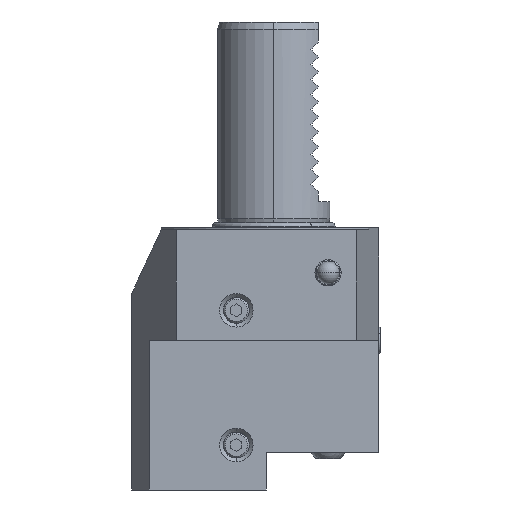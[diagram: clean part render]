
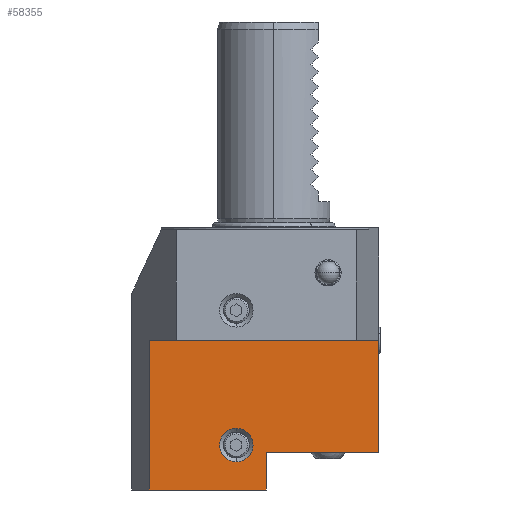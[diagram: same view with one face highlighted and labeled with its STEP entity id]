
A CAD part, left-side view. The second image highlights one B-rep face of the part: STEP entity #58355.
In plain terms, the highlighted planar face has unit normal (-1, 0, 0).
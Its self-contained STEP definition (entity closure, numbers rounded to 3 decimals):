
#4409 = VECTOR ( 'NONE', #23248, 1000. ) ;
#4412 = LINE ( 'NONE', #23237, #4409 ) ;
#4631 = CIRCLE ( 'NONE', #18349, 4.475 ) ;
#5161 = EDGE_CURVE ( 'NONE', #22111, #21979, #44192, .T. ) ;
#5236 = EDGE_CURVE ( 'NONE', #22124, #21979, #44321, .T. ) ;
#5294 = EDGE_CURVE ( 'NONE', #22159, #21964, #44351, .T. ) ;
#5306 = EDGE_CURVE ( 'NONE', #22751, #22734, #44379, .T. ) ;
#5319 = EDGE_CURVE ( 'NONE', #22124, #21866, #44334, .T. ) ;
#5323 = EDGE_CURVE ( 'NONE', #22111, #22159, #44439, .T. ) ;
#10055 = CARTESIAN_POINT ( 'NONE',  ( -8., 38., -85. ) ) ;
#10068 = DIRECTION ( 'NONE',  ( 0., -1., 0. ) ) ;
#10345 = CARTESIAN_POINT ( 'NONE',  ( -8., 105.917, -125. ) ) ;
#10458 = DIRECTION ( 'NONE',  ( 0., 1., 0. ) ) ;
#10865 = CARTESIAN_POINT ( 'NONE',  ( -8., 33.235, -125. ) ) ;
#10958 = DIRECTION ( 'NONE',  ( 0., 0., -1. ) ) ;
#11306 = DIRECTION ( 'NONE',  ( 0., -1., 0. ) ) ;
#11406 = CARTESIAN_POINT ( 'NONE',  ( -8., 38., -115. ) ) ;
#11431 = CARTESIAN_POINT ( 'NONE',  ( -8., 10., -113. ) ) ;
#11434 = DIRECTION ( 'NONE',  ( 1., 0., 0. ) ) ;
#11512 = DIRECTION ( 'NONE',  ( 0., 1., 0. ) ) ;
#13349 = DIRECTION ( 'NONE',  ( 0., 1., 0. ) ) ;
#13377 = DIRECTION ( 'NONE',  ( 1., 0., 0. ) ) ;
#13391 = CARTESIAN_POINT ( 'NONE',  ( -8., 10., -113. ) ) ;
#18349 = AXIS2_PLACEMENT_3D ( 'NONE', #13391, #13377, #13349 ) ;
#21866 = VERTEX_POINT ( 'NONE', #49662 ) ;
#21964 = VERTEX_POINT ( 'NONE', #49713 ) ;
#21979 = VERTEX_POINT ( 'NONE', #49666 ) ;
#22111 = VERTEX_POINT ( 'NONE', #49833 ) ;
#22124 = VERTEX_POINT ( 'NONE', #49840 ) ;
#22159 = VERTEX_POINT ( 'NONE', #49829 ) ;
#22734 = VERTEX_POINT ( 'NONE', #48610 ) ;
#22751 = VERTEX_POINT ( 'NONE', #48617 ) ;
#23237 = CARTESIAN_POINT ( 'NONE',  ( -8., -28., -170.08 ) ) ;
#23248 = DIRECTION ( 'NONE',  ( 0., 0., 1. ) ) ;
#28674 = FACE_OUTER_BOUND ( 'NONE', #29001, .T. ) ;
#28697 = FACE_BOUND ( 'NONE', #28939, .T. ) ;
#28939 = EDGE_LOOP ( 'NONE', ( #29848, #29729 ) ) ;
#29001 = EDGE_LOOP ( 'NONE', ( #29881, #29732, #29879, #29776, #29827, #29720 ) ) ;
#29720 = ORIENTED_EDGE ( 'NONE', *, *, #5161, .F. ) ;
#29729 = ORIENTED_EDGE ( 'NONE', *, *, #5306, .T. ) ;
#29732 = ORIENTED_EDGE ( 'NONE', *, *, #5294, .T. ) ;
#29776 = ORIENTED_EDGE ( 'NONE', *, *, #5319, .F. ) ;
#29827 = ORIENTED_EDGE ( 'NONE', *, *, #5236, .T. ) ;
#29848 = ORIENTED_EDGE ( 'NONE', *, *, #45132, .T. ) ;
#29879 = ORIENTED_EDGE ( 'NONE', *, *, #44936, .T. ) ;
#29881 = ORIENTED_EDGE ( 'NONE', *, *, #5323, .T. ) ;
#43318 = DIRECTION ( 'NONE',  ( 1., 0., 0. ) ) ;
#43357 = CARTESIAN_POINT ( 'NONE',  ( -8., 38., -170.08 ) ) ;
#43362 = DIRECTION ( 'NONE',  ( 0., 1., 0. ) ) ;
#43385 = PLANE ( 'NONE',  #50576 ) ;
#44176 = VECTOR ( 'NONE', #10458, 1000. ) ;
#44192 = LINE ( 'NONE', #10345, #44176 ) ;
#44305 = VECTOR ( 'NONE', #10958, 1000. ) ;
#44321 = LINE ( 'NONE', #10865, #44305 ) ;
#44334 = LINE ( 'NONE', #10055, #44375 ) ;
#44351 = LINE ( 'NONE', #11406, #44353 ) ;
#44353 = VECTOR ( 'NONE', #11306, 1000. ) ;
#44375 = VECTOR ( 'NONE', #10068, 1000. ) ;
#44379 = CIRCLE ( 'NONE', #45774, 4.475 ) ;
#44407 = VECTOR ( 'NONE', #59506, 1000. ) ;
#44439 = LINE ( 'NONE', #59469, #44407 ) ;
#44936 = EDGE_CURVE ( 'NONE', #21964, #21866, #4412, .T. ) ;
#45132 = EDGE_CURVE ( 'NONE', #22734, #22751, #4631, .T. ) ;
#45774 = AXIS2_PLACEMENT_3D ( 'NONE', #11431, #11434, #11512 ) ;
#48610 = CARTESIAN_POINT ( 'NONE',  ( -8., 10., -108.525 ) ) ;
#48617 = CARTESIAN_POINT ( 'NONE',  ( -8., 10., -117.475 ) ) ;
#49662 = CARTESIAN_POINT ( 'NONE',  ( -8., -28., -85. ) ) ;
#49666 = CARTESIAN_POINT ( 'NONE',  ( -8., 33.235, -125. ) ) ;
#49713 = CARTESIAN_POINT ( 'NONE',  ( -8., -28., -115. ) ) ;
#49829 = CARTESIAN_POINT ( 'NONE',  ( -8., 2., -115. ) ) ;
#49833 = CARTESIAN_POINT ( 'NONE',  ( -8., 2., -125. ) ) ;
#49840 = CARTESIAN_POINT ( 'NONE',  ( -8., 33.235, -85. ) ) ;
#50576 = AXIS2_PLACEMENT_3D ( 'NONE', #43357, #43318, #43362 ) ;
#58355 = ADVANCED_FACE ( 'NONE', ( #28697, #28674 ), #43385, .F. ) ;
#59469 = CARTESIAN_POINT ( 'NONE',  ( -8., 2., -170.08 ) ) ;
#59506 = DIRECTION ( 'NONE',  ( 0., 0., 1. ) ) ;
